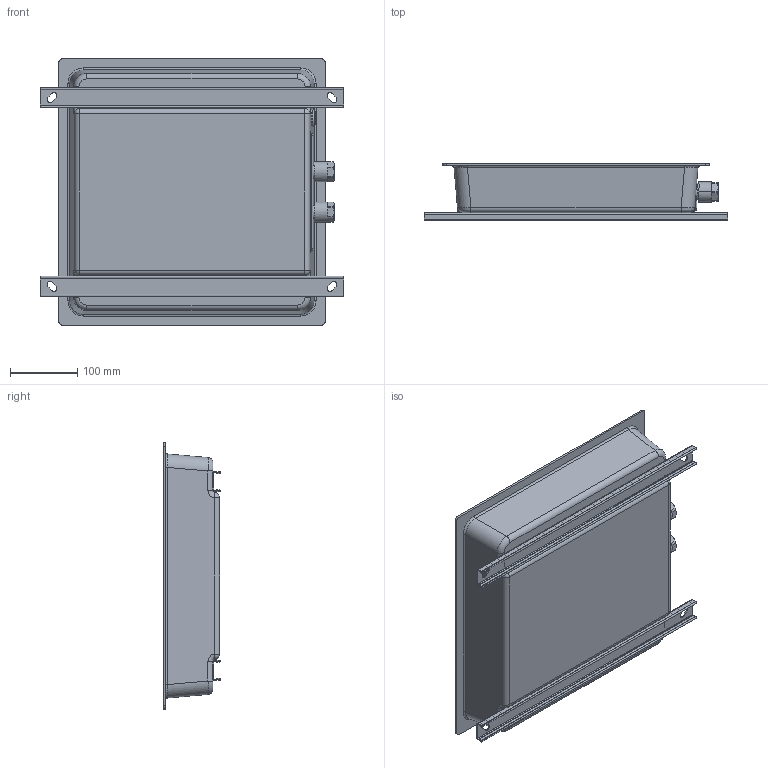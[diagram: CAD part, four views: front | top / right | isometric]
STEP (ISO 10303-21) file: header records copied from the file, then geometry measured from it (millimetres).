
FILE_DESCRIPTION (( 'STEP AP214' ), '1' );
FILE_NAME ('3503397090.STEP', '2022-04-01T12:36:32', ( '' ), ( '' ), 'SwSTEP 2.0', 'SolidWorks 2020', '' );
FILE_SCHEMA (( 'AUTOMOTIVE_DESIGN' ));
Length unit declared in the file: millimetre
Products named in the file (5): 3503397090; Planungsmodell_Deckeneinbaugehaeuse-+-09.11.11.092.90-1; Planungsmodell_Kabeldurchführung M20-+-09.14.03.183.90-1; Planungsmodell_Steckanschluss-+-09.24.03.305.90-1; Planungsmodell_Befestigungsstrebe UP-Gehaeuse-+-09.17.20.233.90-1
Assembly tree (6 placements, depth 2):
  3503397090
    Planungsmodell_Deckeneinbaugehaeuse-+-09.11.11.092.90-1
    Planungsmodell_Kabeldurchführung M20-+-09.14.03.183.90-1
    Planungsmodell_Befestigungsstrebe UP-Gehaeuse-+-09.17.20.233.90-1  x2
    Planungsmodell_Steckanschluss-+-09.24.03.305.90-1  x2
Bounding box: 450 x 84 x 395 mm (x, y, z)
Volume: 10319354.7 mm3; surface area: 530694.5 mm2
Topology: 6 solids, 6 shells, 248 faces, 574 edges, 338 vertices
Faces by surface type: plane 125, cylinder 81, cone 18, bspline 16, sphere 6, torus 2
Entity records: 5517 total; most frequent: CARTESIAN_POINT 1689, DIRECTION 774, ORIENTED_EDGE 744, EDGE_CURVE 372, AXIS2_PLACEMENT_3D 290, VERTEX_POINT 221, VECTOR 194, LINE 194
